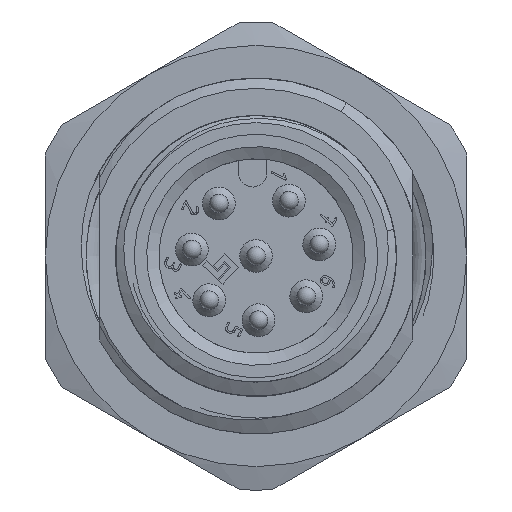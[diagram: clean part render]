
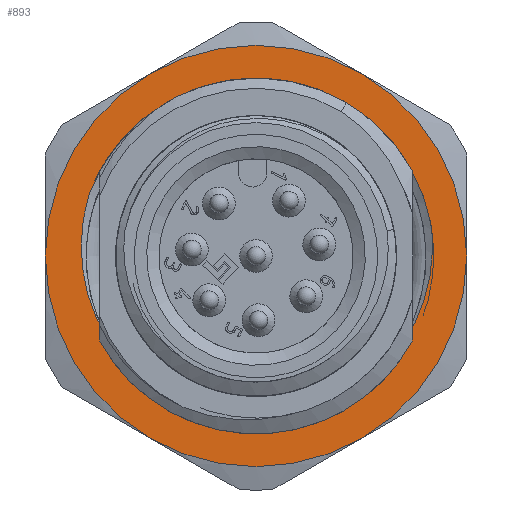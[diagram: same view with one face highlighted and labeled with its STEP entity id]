
A CAD part, left-side view. The second image highlights one B-rep face of the part: STEP entity #893.
In plain terms, the highlighted planar face has unit normal (-1, 0, 0).
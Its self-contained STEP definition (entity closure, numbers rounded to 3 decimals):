
#135=PLANE('',#4605);
#221=FACE_BOUND('',#1447,.T.);
#222=FACE_BOUND('',#1448,.T.);
#893=ADVANCED_FACE('',(#221,#222),#135,.T.);
#1447=EDGE_LOOP('',(#2078,#2079,#2080,#2081));
#1448=EDGE_LOOP('',(#2082,#2083,#2084,#2085,#2086,#2087));
#1842=CIRCLE('',#4568,9.);
#1846=CIRCLE('',#4575,9.);
#1850=CIRCLE('',#4582,9.);
#1854=CIRCLE('',#4589,9.);
#1857=CIRCLE('',#4594,9.);
#1862=CIRCLE('',#4602,7.265);
#1863=CIRCLE('',#4603,7.6);
#1864=CIRCLE('',#4604,9.);
#2078=ORIENTED_EDGE('',*,*,#3710,.F.);
#2079=ORIENTED_EDGE('',*,*,#3711,.T.);
#2080=ORIENTED_EDGE('',*,*,#3712,.F.);
#2081=ORIENTED_EDGE('',*,*,#3713,.F.);
#2082=ORIENTED_EDGE('',*,*,#3714,.T.);
#2083=ORIENTED_EDGE('',*,*,#3664,.T.);
#2084=ORIENTED_EDGE('',*,*,#3674,.T.);
#2085=ORIENTED_EDGE('',*,*,#3684,.T.);
#2086=ORIENTED_EDGE('',*,*,#3694,.T.);
#2087=ORIENTED_EDGE('',*,*,#3701,.T.);
#3232=VERTEX_POINT('',#6001);
#3233=VERTEX_POINT('',#6006);
#3239=VERTEX_POINT('',#6037);
#3245=VERTEX_POINT('',#6068);
#3251=VERTEX_POINT('',#6099);
#3256=VERTEX_POINT('',#6119);
#3262=VERTEX_POINT('',#6153);
#3263=VERTEX_POINT('',#6154);
#3264=VERTEX_POINT('',#6156);
#3265=VERTEX_POINT('',#6161);
#3664=EDGE_CURVE('',#3232,#3233,#1842,.T.);
#3674=EDGE_CURVE('',#3233,#3239,#1846,.T.);
#3684=EDGE_CURVE('',#3239,#3245,#1850,.T.);
#3694=EDGE_CURVE('',#3245,#3251,#1854,.T.);
#3701=EDGE_CURVE('',#3251,#3256,#1857,.T.);
#3710=EDGE_CURVE('',#3262,#3263,#4284,.T.);
#3711=EDGE_CURVE('',#3262,#3264,#1862,.T.);
#3712=EDGE_CURVE('',#3265,#3264,#4285,.T.);
#3713=EDGE_CURVE('',#3263,#3265,#1863,.T.);
#3714=EDGE_CURVE('',#3256,#3232,#1864,.T.);
#4284=B_SPLINE_CURVE_WITH_KNOTS('',3,(#6149,#6150,#6151,#6152),
 .UNSPECIFIED.,.F.,.F.,(4,4),(0.,1.),.UNSPECIFIED.);
#4285=B_SPLINE_CURVE_WITH_KNOTS('',3,(#6157,#6158,#6159,#6160),
 .UNSPECIFIED.,.F.,.F.,(4,4),(0.,1.),.UNSPECIFIED.);
#4568=AXIS2_PLACEMENT_3D('',#6007,#4979,#4980);
#4575=AXIS2_PLACEMENT_3D('',#6038,#4995,#4996);
#4582=AXIS2_PLACEMENT_3D('',#6069,#5011,#5012);
#4589=AXIS2_PLACEMENT_3D('',#6100,#5027,#5028);
#4594=AXIS2_PLACEMENT_3D('',#6120,#5039,#5040);
#4602=AXIS2_PLACEMENT_3D('',#6155,#5055,#5056);
#4603=AXIS2_PLACEMENT_3D('',#6162,#5057,#5058);
#4604=AXIS2_PLACEMENT_3D('',#6163,#5059,#5060);
#4605=AXIS2_PLACEMENT_3D('',#6164,#5061,#5062);
#4979=DIRECTION('',(-1.,0.,0.));
#4980=DIRECTION('',(0.,0.,1.));
#4995=DIRECTION('',(-1.,0.,0.));
#4996=DIRECTION('',(0.,0.,1.));
#5011=DIRECTION('',(-1.,0.,0.));
#5012=DIRECTION('',(0.,0.,1.));
#5027=DIRECTION('',(-1.,0.,0.));
#5028=DIRECTION('',(0.,0.,1.));
#5039=DIRECTION('',(-1.,0.,0.));
#5040=DIRECTION('',(0.,0.,1.));
#5055=DIRECTION('',(1.,0.,0.));
#5056=DIRECTION('',(0.,0.,-1.));
#5057=DIRECTION('',(-1.,0.,0.));
#5058=DIRECTION('',(0.,0.,1.));
#5059=DIRECTION('',(-1.,0.,0.));
#5060=DIRECTION('',(0.,0.,1.));
#5061=DIRECTION('',(-1.,0.,0.));
#5062=DIRECTION('',(0.,0.,1.));
#6001=CARTESIAN_POINT('',(11.2,-4.5,7.794));
#6006=CARTESIAN_POINT('',(11.2,4.5,7.794));
#6007=CARTESIAN_POINT('',(11.2,0.,0.));
#6037=CARTESIAN_POINT('',(11.2,9.,0.));
#6038=CARTESIAN_POINT('',(11.2,0.,0.));
#6068=CARTESIAN_POINT('',(11.2,4.5,-7.794));
#6069=CARTESIAN_POINT('',(11.2,0.,0.));
#6099=CARTESIAN_POINT('',(11.2,-4.5,-7.794));
#6100=CARTESIAN_POINT('',(11.2,0.,0.));
#6119=CARTESIAN_POINT('',(11.2,-9.,0.));
#6120=CARTESIAN_POINT('',(11.2,0.,0.));
#6149=CARTESIAN_POINT('',(11.2,-5.613,-4.612));
#6150=CARTESIAN_POINT('',(11.2,-7.065,-3.024));
#6151=CARTESIAN_POINT('',(11.2,-7.75,-0.817));
#6152=CARTESIAN_POINT('',(11.2,-7.484,1.321));
#6153=CARTESIAN_POINT('',(11.2,-5.613,-4.612));
#6154=CARTESIAN_POINT('',(11.2,-7.484,1.321));
#6155=CARTESIAN_POINT('',(11.2,0.,0.));
#6156=CARTESIAN_POINT('',(11.2,6.343,-3.542));
#6157=CARTESIAN_POINT('',(11.2,7.134,2.62));
#6158=CARTESIAN_POINT('',(11.2,7.771,0.564));
#6159=CARTESIAN_POINT('',(11.2,7.489,-1.728));
#6160=CARTESIAN_POINT('',(11.2,6.343,-3.542));
#6161=CARTESIAN_POINT('',(11.2,7.134,2.62));
#6162=CARTESIAN_POINT('',(11.2,0.,0.));
#6163=CARTESIAN_POINT('',(11.2,0.,0.));
#6164=CARTESIAN_POINT('',(11.2,0.,0.));
